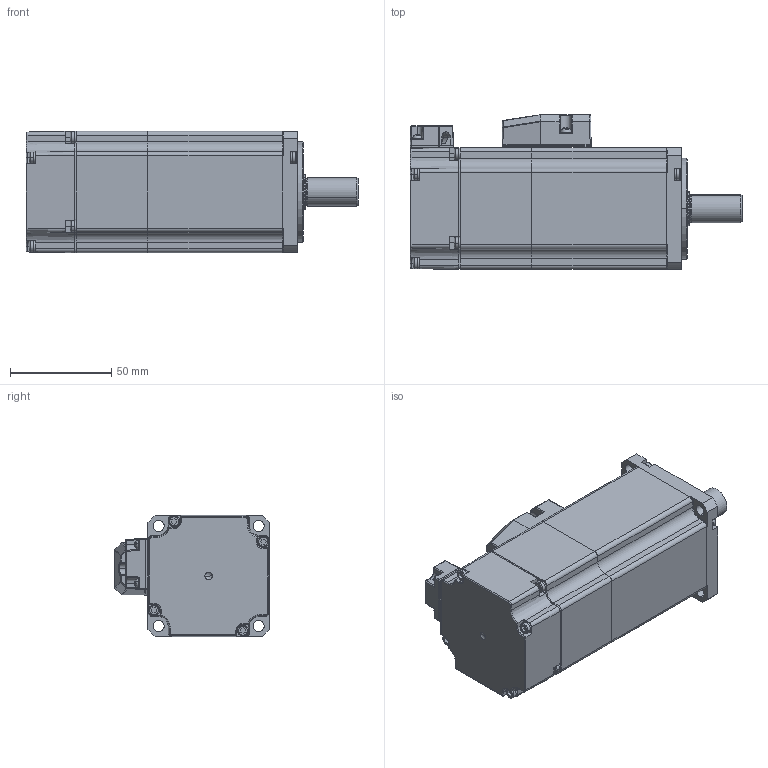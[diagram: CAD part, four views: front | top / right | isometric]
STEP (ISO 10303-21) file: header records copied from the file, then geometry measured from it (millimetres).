
FILE_DESCRIPTION (( 'STEP AP203' ), '1' );
FILE_NAME ('EM1-400W-B.STEP', '2019-12-03T06:44:26', ( '' ), ( '' ), 'SwSTEP 2.0', 'SolidWorks 2015', '' );
FILE_SCHEMA (( 'CONFIG_CONTROL_DESIGN' ));
Length unit declared in the file: millimetre
Products named in the file (1): EM1-400W-B
Bounding box: 164.2 x 76.55 x 60.1 mm (x, y, z)
Surface area: 53601.4 mm2 (no closed solid volume)
Topology: 0 solids, 35 shells, 681 faces, 2197 edges, 1501 vertices
Faces by surface type: plane 316, cylinder 211, cone 68, torus 44, sphere 37, bspline 5
Entity records: 25327 total; most frequent: CARTESIAN_POINT 6059, DIRECTION 4195, ORIENTED_EDGE 3628, EDGE_CURVE 2157, AXIS2_PLACEMENT_3D 1506, VERTEX_POINT 1489, LINE 1183, VECTOR 1183
